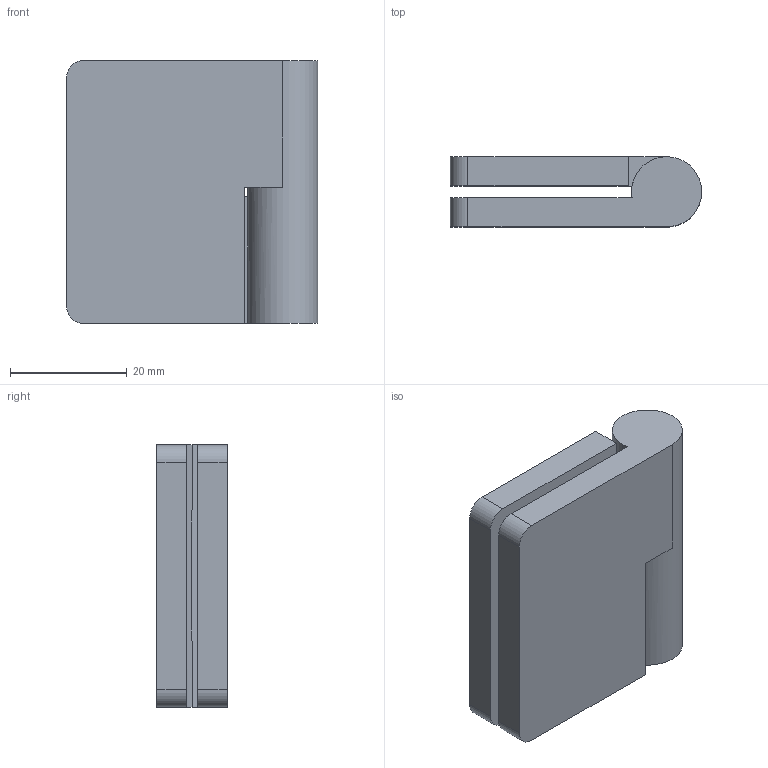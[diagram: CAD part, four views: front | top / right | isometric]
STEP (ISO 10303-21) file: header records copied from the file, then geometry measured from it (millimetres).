
FILE_DESCRIPTION(('STEP AP214'),'1');
FILE_NAME('cctmp_A1C8C741-ED1D-46B3-AC1F-B0D32F7566ED_2020_1_16_8_47_1_818..stp','2020-01-16T07:47:01',('Bosch Rexroth AG'),('CADClick - www.CADClick.com'),'Spatial InterOp 3D',' ','unknown authorization - (Healing Option Enabled)');
FILE_SCHEMA(('AUTOMOTIVE_DESIGN'));
Length unit declared in the file: millimetre
Products named in the file (1): 2020_01_16__08-47-01-816
Bounding box: 43 x 12 x 45 mm (x, y, z)
Volume: 19053.8 mm3; surface area: 8936 mm2
Topology: 1 solids, 4 shells, 34 faces, 82 edges, 56 vertices
Faces by surface type: plane 20, cylinder 14
Entity records: 1296 total; most frequent: DIRECTION 184, CARTESIAN_POINT 173, ORIENTED_EDGE 164, EDGE_CURVE 82, AXIS2_PLACEMENT_3D 67, VERTEX_POINT 56, LINE 50, VECTOR 50
